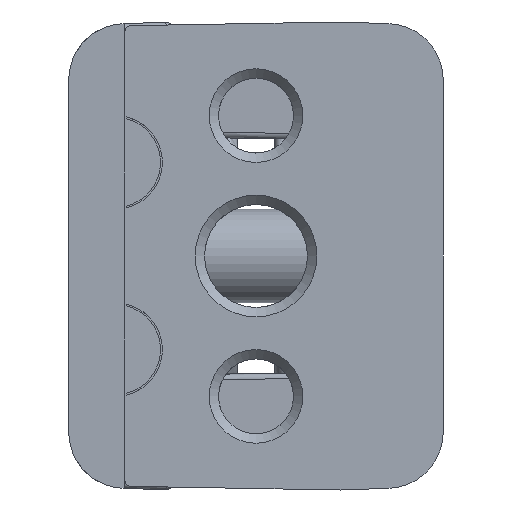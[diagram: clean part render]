
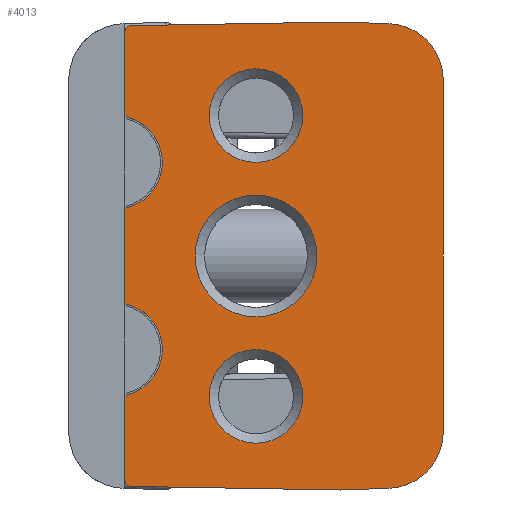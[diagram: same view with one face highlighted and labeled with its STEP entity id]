
A CAD part, left-side view. The second image highlights one B-rep face of the part: STEP entity #4013.
In plain terms, the highlighted planar face has unit normal (-1, 0, 0).
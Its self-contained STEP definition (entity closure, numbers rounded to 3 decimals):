
#17=PLANE($,#4332);
#102=LINE($,#6772,#318);
#106=LINE($,#6784,#322);
#107=LINE($,#6788,#323);
#108=LINE($,#6789,#324);
#109=LINE($,#6793,#325);
#110=LINE($,#6795,#326);
#111=LINE($,#6799,#327);
#112=LINE($,#6802,#328);
#318=VECTOR($,#4882,18.822);
#322=VECTOR($,#4894,4.555);
#323=VECTOR($,#4897,11.207);
#324=VECTOR($,#4898,2.606);
#325=VECTOR($,#4901,2.606);
#326=VECTOR($,#4902,11.207);
#327=VECTOR($,#4905,4.555);
#328=VECTOR($,#4908,5.101);
#699=FACE_BOUND($,#1088,.T.);
#700=FACE_BOUND($,#1089,.T.);
#701=FACE_BOUND($,#1090,.T.);
#804=FACE_OUTER_BOUND($,#1087,.T.);
#1087=EDGE_LOOP($,(#2687,#2688,#2689,#2690,#2691,#2692,#2693,#2694,#2695,
#2696,#2697,#2698,#2699,#2700));
#1088=EDGE_LOOP($,(#2701));
#1089=EDGE_LOOP($,(#2702));
#1090=EDGE_LOOP($,(#2703));
#1432=CIRCLE($,#4306,2.5);
#1434=CIRCLE($,#4309,3.25);
#1436=CIRCLE($,#4312,2.5);
#1442=CIRCLE($,#4331,3.);
#1443=CIRCLE($,#4333,2.5);
#1444=CIRCLE($,#4334,0.3);
#1445=CIRCLE($,#4335,3.);
#1446=CIRCLE($,#4336,0.3);
#1447=CIRCLE($,#4337,2.5);
#1740=VERTEX_POINT($,#6714);
#1742=VERTEX_POINT($,#6719);
#1744=VERTEX_POINT($,#6724);
#1754=VERTEX_POINT($,#6770);
#1755=VERTEX_POINT($,#6771);
#1756=VERTEX_POINT($,#6776);
#1757=VERTEX_POINT($,#6780);
#1758=VERTEX_POINT($,#6781);
#1759=VERTEX_POINT($,#6783);
#1760=VERTEX_POINT($,#6785);
#1761=VERTEX_POINT($,#6787);
#1762=VERTEX_POINT($,#6790);
#1763=VERTEX_POINT($,#6792);
#1764=VERTEX_POINT($,#6794);
#1765=VERTEX_POINT($,#6796);
#1766=VERTEX_POINT($,#6798);
#1767=VERTEX_POINT($,#6800);
#2111=EDGE_CURVE($,#1740,#1740,#1432,.T.);
#2113=EDGE_CURVE($,#1742,#1742,#1434,.T.);
#2115=EDGE_CURVE($,#1744,#1744,#1436,.T.);
#2126=EDGE_CURVE($,#1754,#1755,#102,.T.);
#2129=EDGE_CURVE($,#1755,#1756,#1442,.T.);
#2131=EDGE_CURVE($,#1757,#1758,#1443,.T.);
#2132=EDGE_CURVE($,#1759,#1757,#106,.T.);
#2133=EDGE_CURVE($,#1760,#1759,#1444,.T.);
#2134=EDGE_CURVE($,#1761,#1760,#107,.T.);
#2135=EDGE_CURVE($,#1756,#1761,#108,.T.);
#2136=EDGE_CURVE($,#1762,#1754,#1445,.T.);
#2137=EDGE_CURVE($,#1763,#1762,#109,.T.);
#2138=EDGE_CURVE($,#1764,#1763,#110,.T.);
#2139=EDGE_CURVE($,#1765,#1764,#1446,.T.);
#2140=EDGE_CURVE($,#1766,#1765,#111,.T.);
#2141=EDGE_CURVE($,#1767,#1766,#1447,.T.);
#2142=EDGE_CURVE($,#1758,#1767,#112,.T.);
#2687=ORIENTED_EDGE($,*,*,#2131,.F.);
#2688=ORIENTED_EDGE($,*,*,#2132,.F.);
#2689=ORIENTED_EDGE($,*,*,#2133,.F.);
#2690=ORIENTED_EDGE($,*,*,#2134,.F.);
#2691=ORIENTED_EDGE($,*,*,#2135,.F.);
#2692=ORIENTED_EDGE($,*,*,#2129,.F.);
#2693=ORIENTED_EDGE($,*,*,#2126,.F.);
#2694=ORIENTED_EDGE($,*,*,#2136,.F.);
#2695=ORIENTED_EDGE($,*,*,#2137,.F.);
#2696=ORIENTED_EDGE($,*,*,#2138,.F.);
#2697=ORIENTED_EDGE($,*,*,#2139,.F.);
#2698=ORIENTED_EDGE($,*,*,#2140,.F.);
#2699=ORIENTED_EDGE($,*,*,#2141,.F.);
#2700=ORIENTED_EDGE($,*,*,#2142,.F.);
#2701=ORIENTED_EDGE($,*,*,#2111,.F.);
#2702=ORIENTED_EDGE($,*,*,#2113,.F.);
#2703=ORIENTED_EDGE($,*,*,#2115,.F.);
#4013=ADVANCED_FACE($,(#804,#699,#700,#701),#17,.F.);
#4306=AXIS2_PLACEMENT_3D($,#6715,#4832,#4833);
#4309=AXIS2_PLACEMENT_3D($,#6720,#4838,#4839);
#4312=AXIS2_PLACEMENT_3D($,#6725,#4844,#4845);
#4331=AXIS2_PLACEMENT_3D($,#6777,#4887,#4888);
#4332=AXIS2_PLACEMENT_3D($,#6779,#4890,#4891);
#4333=AXIS2_PLACEMENT_3D($,#6782,#4892,#4893);
#4334=AXIS2_PLACEMENT_3D($,#6786,#4895,#4896);
#4335=AXIS2_PLACEMENT_3D($,#6791,#4899,#4900);
#4336=AXIS2_PLACEMENT_3D($,#6797,#4903,#4904);
#4337=AXIS2_PLACEMENT_3D($,#6801,#4906,#4907);
#4832=DIRECTION('center_axis',(-1.,0.,0.));
#4833=DIRECTION('ref_axis',(0.,0.,1.));
#4838=DIRECTION('center_axis',(-1.,0.,0.));
#4839=DIRECTION('ref_axis',(0.,0.,1.));
#4844=DIRECTION('center_axis',(-1.,0.,0.));
#4845=DIRECTION('ref_axis',(0.,0.,1.));
#4882=DIRECTION($,(0.,0.,-1.));
#4887=DIRECTION('center_axis',(1.,0.,0.));
#4888=DIRECTION('ref_axis',(0.,0.,
-1.));
#4890=DIRECTION('center_axis',(1.,0.,0.));
#4891=DIRECTION('ref_axis',(0.,0.,-1.));
#4892=DIRECTION('center_axis',(-1.,0.,0.));
#4893=DIRECTION('ref_axis',(0.,0.,
1.));
#4894=DIRECTION($,(0.,0.,1.));
#4895=DIRECTION('center_axis',(1.,0.,0.));
#4896=DIRECTION('ref_axis',(0.,0.,
-1.));
#4897=DIRECTION($,(0.,1.,0.017));
#4898=DIRECTION($,(0.,0.999,-0.035));
#4899=DIRECTION('center_axis',(1.,0.,0.));
#4900=DIRECTION('ref_axis',(0.,0.,
1.));
#4901=DIRECTION($,(0.,-0.999,-0.035));
#4902=DIRECTION($,(0.,-1.,0.017));
#4903=DIRECTION('center_axis',(1.,0.,0.));
#4904=DIRECTION('ref_axis',(0.,0.,
1.));
#4905=DIRECTION($,(0.,0.,1.));
#4906=DIRECTION('center_axis',(-1.,0.,0.));
#4907=DIRECTION('ref_axis',(0.,0.,
1.));
#4908=DIRECTION($,(0.,0.,1.));
#6714=CARTESIAN_POINT('',(-99.704,4.976,-88.349));
#6715=CARTESIAN_POINT('Origin',(-99.704,4.976,-90.849));
#6719=CARTESIAN_POINT('',(-99.704,4.976,-80.099));
#6720=CARTESIAN_POINT('Origin',(-99.704,4.976,-83.349));
#6724=CARTESIAN_POINT('',(-99.704,4.976,-73.349));
#6725=CARTESIAN_POINT('Origin',(-99.704,4.976,-75.849));
#6770=CARTESIAN_POINT('',(-99.704,-5.024,-73.938));
#6771=CARTESIAN_POINT('',(-99.704,-5.024,-92.76));
#6772=CARTESIAN_POINT($,(-99.704,-5.024,-83.349));
#6776=CARTESIAN_POINT('',(-99.704,-2.129,-95.758));
#6777=CARTESIAN_POINT('Origin',(-99.704,-2.024,-92.76));
#6779=CARTESIAN_POINT('Origin',(-99.704,-5.024,-95.849));
#6780=CARTESIAN_POINT('',(-99.704,11.976,-90.798));
#6781=CARTESIAN_POINT('',(-99.704,11.976,-85.899));
#6782=CARTESIAN_POINT('Origin',(-99.704,12.476,-88.349));
#6783=CARTESIAN_POINT('',(-99.704,11.976,-95.353));
#6784=CARTESIAN_POINT($,(-99.704,11.976,-95.849));
#6785=CARTESIAN_POINT('',(-99.704,11.681,-95.653));
#6786=CARTESIAN_POINT('Origin',(-99.704,11.676,-95.353));
#6787=CARTESIAN_POINT('',(-99.704,0.476,-95.849));
#6788=CARTESIAN_POINT($,(-99.704,0.476,-95.849));
#6789=CARTESIAN_POINT($,(-99.704,-2.129,-95.758));
#6790=CARTESIAN_POINT('',(-99.704,-2.129,-70.94));
#6791=CARTESIAN_POINT('Origin',(-99.704,-2.024,-73.938));
#6792=CARTESIAN_POINT('',(-99.704,0.476,-70.849));
#6793=CARTESIAN_POINT($,(-99.704,0.476,-70.849));
#6794=CARTESIAN_POINT('',(-99.704,11.681,-71.045));
#6795=CARTESIAN_POINT($,(-99.704,11.681,-71.045));
#6796=CARTESIAN_POINT('',(-99.704,11.976,-71.345));
#6797=CARTESIAN_POINT('Origin',(-99.704,11.676,-71.345));
#6798=CARTESIAN_POINT('',(-99.704,11.976,-75.899));
#6799=CARTESIAN_POINT($,(-99.704,11.976,-95.849));
#6800=CARTESIAN_POINT('',(-99.704,11.976,-80.798));
#6801=CARTESIAN_POINT('Origin',(-99.704,12.476,-78.349));
#6802=CARTESIAN_POINT($,(-99.704,11.976,-95.849));
